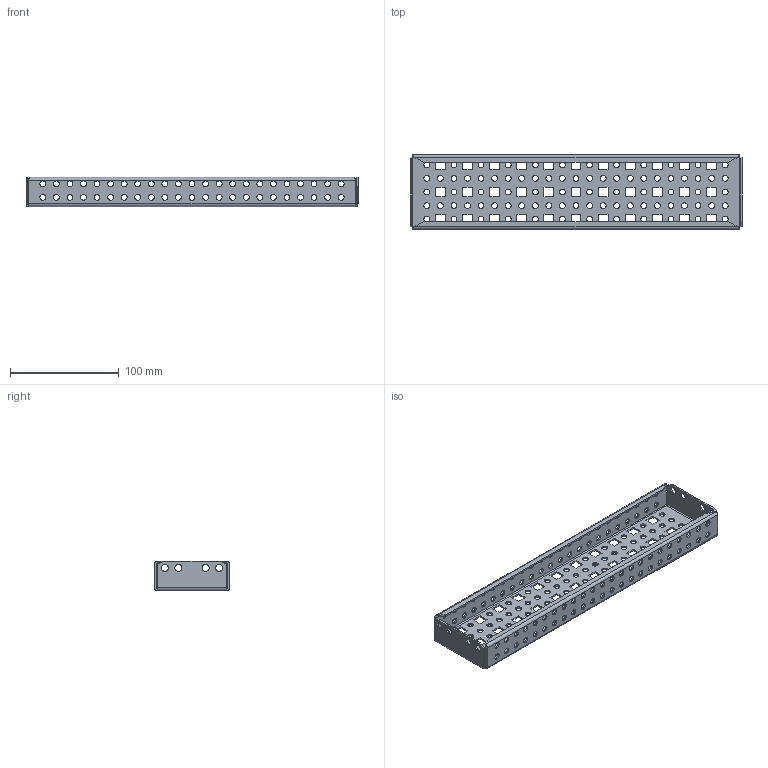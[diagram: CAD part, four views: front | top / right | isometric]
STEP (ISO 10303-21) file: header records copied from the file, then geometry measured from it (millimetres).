
FILE_DESCRIPTION (( 'STEP AP214' ), '1' );
FILE_NAME ('YKM40D-FO-VRB-040 FORMAT Ðåéêà ìîíòàæíàÿ òèï Â 400 IEK.STEP', '2022-11-03T07:59:53', ( '' ), ( '' ), 'SwSTEP 2.0', 'SolidWorks 2022', '' );
FILE_SCHEMA (( 'AUTOMOTIVE_DESIGN' ));
Length unit declared in the file: millimetre
Products named in the file (1): YKM40D-FO-VRB-040 FORMAT Рейка монтажная тип В 400 IEK
Bounding box: 306 x 69 x 27 mm (x, y, z)
Volume: 52434.9 mm3; surface area: 77779.9 mm2
Topology: 1 solids, 1 shells, 554 faces, 1608 edges, 1056 vertices
Faces by surface type: cylinder 376, plane 174, bspline 4
Entity records: 19654 total; most frequent: CARTESIAN_POINT 3455, DIRECTION 3446, ORIENTED_EDGE 3216, EDGE_CURVE 1608, AXIS2_PLACEMENT_3D 1295, VERTEX_POINT 1056, EDGE_LOOP 984, VECTOR 856
